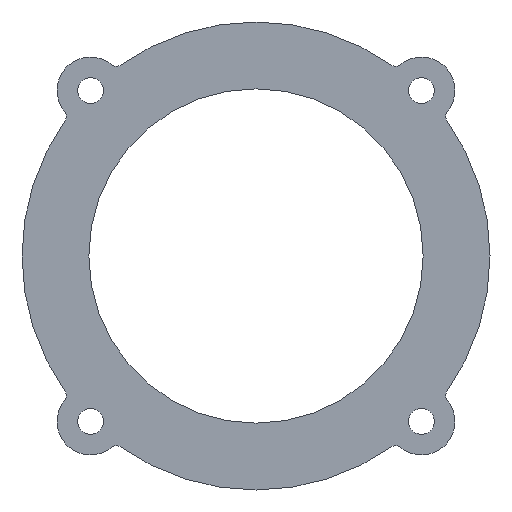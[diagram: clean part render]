
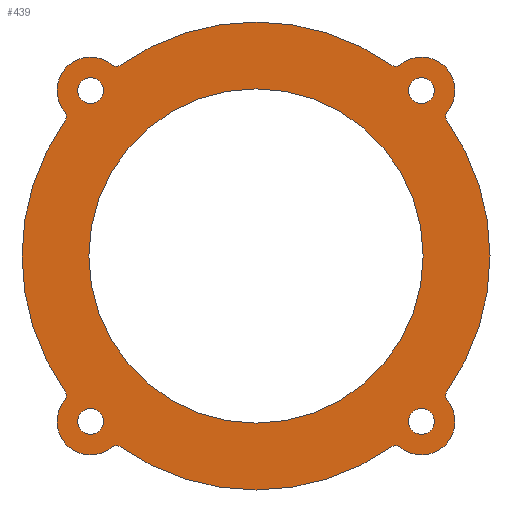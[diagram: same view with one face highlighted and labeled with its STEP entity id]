
A CAD part, front view. The second image highlights one B-rep face of the part: STEP entity #439.
In plain terms, the highlighted planar face has unit normal (0, -1, 0).
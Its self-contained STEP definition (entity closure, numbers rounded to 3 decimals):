
#15=FACE_BOUND('',#71,.T.);
#16=FACE_BOUND('',#72,.T.);
#17=FACE_BOUND('',#73,.T.);
#18=FACE_BOUND('',#74,.T.);
#19=FACE_BOUND('',#75,.T.);
#25=PLANE('',#516);
#47=FACE_OUTER_BOUND('',#70,.T.);
#70=EDGE_LOOP('',(#352,#353,#354,#355,#356,#357,#358,#359,#360,#361,#362,
#363,#364,#365,#366,#367));
#71=EDGE_LOOP('',(#368));
#72=EDGE_LOOP('',(#369));
#73=EDGE_LOOP('',(#370));
#74=EDGE_LOOP('',(#371));
#75=EDGE_LOOP('',(#372));
#125=CIRCLE('',#457,1.55);
#127=CIRCLE('',#460,1.55);
#129=CIRCLE('',#463,1.55);
#131=CIRCLE('',#466,1.55);
#134=CIRCLE('',#470,1.);
#136=CIRCLE('',#473,4.);
#138=CIRCLE('',#476,1.);
#140=CIRCLE('',#479,28.);
#142=CIRCLE('',#482,1.);
#144=CIRCLE('',#485,4.);
#146=CIRCLE('',#488,1.);
#148=CIRCLE('',#491,28.);
#150=CIRCLE('',#494,1.);
#152=CIRCLE('',#497,4.);
#154=CIRCLE('',#500,1.);
#156=CIRCLE('',#503,28.);
#158=CIRCLE('',#506,1.);
#160=CIRCLE('',#509,4.);
#162=CIRCLE('',#512,1.);
#164=CIRCLE('',#515,28.);
#165=CIRCLE('',#517,20.);
#167=VERTEX_POINT('',#676);
#169=VERTEX_POINT('',#682);
#171=VERTEX_POINT('',#688);
#173=VERTEX_POINT('',#694);
#177=VERTEX_POINT('',#703);
#178=VERTEX_POINT('',#705);
#180=VERTEX_POINT('',#711);
#182=VERTEX_POINT('',#717);
#184=VERTEX_POINT('',#723);
#186=VERTEX_POINT('',#729);
#188=VERTEX_POINT('',#735);
#190=VERTEX_POINT('',#741);
#192=VERTEX_POINT('',#747);
#194=VERTEX_POINT('',#753);
#196=VERTEX_POINT('',#759);
#198=VERTEX_POINT('',#765);
#200=VERTEX_POINT('',#771);
#202=VERTEX_POINT('',#777);
#204=VERTEX_POINT('',#783);
#206=VERTEX_POINT('',#789);
#207=VERTEX_POINT('',#796);
#209=EDGE_CURVE('',#167,#167,#125,.F.);
#212=EDGE_CURVE('',#169,#169,#127,.F.);
#215=EDGE_CURVE('',#171,#171,#129,.F.);
#218=EDGE_CURVE('',#173,#173,#131,.F.);
#223=EDGE_CURVE('',#178,#177,#134,.T.);
#226=EDGE_CURVE('',#180,#178,#136,.T.);
#229=EDGE_CURVE('',#182,#180,#138,.T.);
#232=EDGE_CURVE('',#184,#182,#140,.T.);
#235=EDGE_CURVE('',#186,#184,#142,.T.);
#238=EDGE_CURVE('',#188,#186,#144,.T.);
#241=EDGE_CURVE('',#190,#188,#146,.T.);
#244=EDGE_CURVE('',#192,#190,#148,.T.);
#247=EDGE_CURVE('',#194,#192,#150,.T.);
#250=EDGE_CURVE('',#196,#194,#152,.T.);
#253=EDGE_CURVE('',#198,#196,#154,.T.);
#256=EDGE_CURVE('',#200,#198,#156,.T.);
#259=EDGE_CURVE('',#202,#200,#158,.T.);
#262=EDGE_CURVE('',#204,#202,#160,.T.);
#265=EDGE_CURVE('',#206,#204,#162,.T.);
#268=EDGE_CURVE('',#177,#206,#164,.T.);
#269=EDGE_CURVE('',#207,#207,#165,.T.);
#352=ORIENTED_EDGE('',*,*,#268,.T.);
#353=ORIENTED_EDGE('',*,*,#265,.T.);
#354=ORIENTED_EDGE('',*,*,#262,.T.);
#355=ORIENTED_EDGE('',*,*,#259,.T.);
#356=ORIENTED_EDGE('',*,*,#256,.T.);
#357=ORIENTED_EDGE('',*,*,#253,.T.);
#358=ORIENTED_EDGE('',*,*,#250,.T.);
#359=ORIENTED_EDGE('',*,*,#247,.T.);
#360=ORIENTED_EDGE('',*,*,#244,.T.);
#361=ORIENTED_EDGE('',*,*,#241,.T.);
#362=ORIENTED_EDGE('',*,*,#238,.T.);
#363=ORIENTED_EDGE('',*,*,#235,.T.);
#364=ORIENTED_EDGE('',*,*,#232,.T.);
#365=ORIENTED_EDGE('',*,*,#229,.T.);
#366=ORIENTED_EDGE('',*,*,#226,.T.);
#367=ORIENTED_EDGE('',*,*,#223,.T.);
#368=ORIENTED_EDGE('',*,*,#218,.T.);
#369=ORIENTED_EDGE('',*,*,#215,.T.);
#370=ORIENTED_EDGE('',*,*,#212,.T.);
#371=ORIENTED_EDGE('',*,*,#209,.T.);
#372=ORIENTED_EDGE('',*,*,#269,.T.);
#439=ADVANCED_FACE('',(#47,#15,#16,#17,#18,#19),#25,.T.);
#457=AXIS2_PLACEMENT_3D('',#677,#525,#526);
#460=AXIS2_PLACEMENT_3D('',#683,#532,#533);
#463=AXIS2_PLACEMENT_3D('',#689,#539,#540);
#466=AXIS2_PLACEMENT_3D('',#695,#546,#547);
#470=AXIS2_PLACEMENT_3D('',#706,#556,#557);
#473=AXIS2_PLACEMENT_3D('',#712,#563,#564);
#476=AXIS2_PLACEMENT_3D('',#718,#570,#571);
#479=AXIS2_PLACEMENT_3D('',#724,#577,#578);
#482=AXIS2_PLACEMENT_3D('',#730,#584,#585);
#485=AXIS2_PLACEMENT_3D('',#736,#591,#592);
#488=AXIS2_PLACEMENT_3D('',#742,#598,#599);
#491=AXIS2_PLACEMENT_3D('',#748,#605,#606);
#494=AXIS2_PLACEMENT_3D('',#754,#612,#613);
#497=AXIS2_PLACEMENT_3D('',#760,#619,#620);
#500=AXIS2_PLACEMENT_3D('',#766,#626,#627);
#503=AXIS2_PLACEMENT_3D('',#772,#633,#634);
#506=AXIS2_PLACEMENT_3D('',#778,#640,#641);
#509=AXIS2_PLACEMENT_3D('',#784,#647,#648);
#512=AXIS2_PLACEMENT_3D('',#790,#654,#655);
#515=AXIS2_PLACEMENT_3D('',#794,#661,#662);
#516=AXIS2_PLACEMENT_3D('',#795,#663,#664);
#517=AXIS2_PLACEMENT_3D('',#797,#665,#666);
#525=DIRECTION('center_axis',(0.,-1.,0.));
#526=DIRECTION('ref_axis',(1.,0.,0.));
#532=DIRECTION('center_axis',(0.,-1.,0.));
#533=DIRECTION('ref_axis',(0.,0.,-1.));
#539=DIRECTION('center_axis',(0.,-1.,0.));
#540=DIRECTION('ref_axis',(1.,0.,0.));
#546=DIRECTION('center_axis',(0.,-1.,0.));
#547=DIRECTION('ref_axis',(-0.707,0.,-0.707));
#556=DIRECTION('center_axis',(0.,1.,0.));
#557=DIRECTION('ref_axis',(-0.029,0.,1.));
#563=DIRECTION('center_axis',(0.,-1.,0.));
#564=DIRECTION('ref_axis',(-1.,0.,0.));
#570=DIRECTION('center_axis',(0.,1.,0.));
#571=DIRECTION('ref_axis',(1.,0.,-0.029));
#577=DIRECTION('center_axis',(0.,-1.,0.));
#578=DIRECTION('ref_axis',(-1.,0.,0.));
#584=DIRECTION('center_axis',(0.,1.,0.));
#585=DIRECTION('ref_axis',(1.,0.,0.029));
#591=DIRECTION('center_axis',(0.,-1.,0.));
#592=DIRECTION('ref_axis',(-1.,0.,0.));
#598=DIRECTION('center_axis',(0.,1.,0.));
#599=DIRECTION('ref_axis',(-0.029,0.,-1.));
#605=DIRECTION('center_axis',(0.,-1.,0.));
#606=DIRECTION('ref_axis',(-1.,0.,0.));
#612=DIRECTION('center_axis',(0.,1.,0.));
#613=DIRECTION('ref_axis',(0.029,0.,-1.));
#619=DIRECTION('center_axis',(0.,-1.,0.));
#620=DIRECTION('ref_axis',(-1.,0.,0.));
#626=DIRECTION('center_axis',(0.,1.,0.));
#627=DIRECTION('ref_axis',(-1.,0.,0.029));
#633=DIRECTION('center_axis',(0.,-1.,0.));
#634=DIRECTION('ref_axis',(-1.,0.,0.));
#640=DIRECTION('center_axis',(0.,1.,0.));
#641=DIRECTION('ref_axis',(-1.,0.,-0.029));
#647=DIRECTION('center_axis',(0.,-1.,0.));
#648=DIRECTION('ref_axis',(-1.,0.,0.));
#654=DIRECTION('center_axis',(0.,1.,0.));
#655=DIRECTION('ref_axis',(0.029,0.,1.));
#661=DIRECTION('center_axis',(0.,-1.,0.));
#662=DIRECTION('ref_axis',(-1.,0.,0.));
#663=DIRECTION('center_axis',(0.,-1.,0.));
#664=DIRECTION('ref_axis',(1.,0.,0.));
#665=DIRECTION('center_axis',(0.,1.,0.));
#666=DIRECTION('ref_axis',(1.,0.,0.));
#676=CARTESIAN_POINT('',(15.278,-17.762,-94.12));
#677=CARTESIAN_POINT('Origin',(16.828,-17.762,-94.12));
#682=CARTESIAN_POINT('',(56.426,-17.762,-52.972));
#683=CARTESIAN_POINT('Origin',(56.426,-17.762,-54.522));
#688=CARTESIAN_POINT('',(15.278,-17.762,-54.522));
#689=CARTESIAN_POINT('Origin',(16.828,-17.762,-54.522));
#694=CARTESIAN_POINT('',(57.522,-17.762,-93.024));
#695=CARTESIAN_POINT('Origin',(56.426,-17.762,-94.12));
#703=CARTESIAN_POINT('',(20.512,-17.762,-97.219));
#705=CARTESIAN_POINT('',(19.314,-17.762,-97.253));
#706=CARTESIAN_POINT('Origin',(19.936,-17.762,-98.037));
#711=CARTESIAN_POINT('',(13.695,-17.762,-91.633));
#712=CARTESIAN_POINT('Origin',(16.828,-17.762,-94.12));
#717=CARTESIAN_POINT('',(13.729,-17.762,-90.436));
#718=CARTESIAN_POINT('Origin',(12.911,-17.762,-91.012));
#723=CARTESIAN_POINT('',(13.729,-17.762,-58.206));
#724=CARTESIAN_POINT('Origin',(36.627,-17.762,-74.321));
#729=CARTESIAN_POINT('',(13.695,-17.762,-57.009));
#730=CARTESIAN_POINT('Origin',(12.911,-17.762,-57.63));
#735=CARTESIAN_POINT('',(19.314,-17.762,-51.389));
#736=CARTESIAN_POINT('Origin',(16.828,-17.762,-54.522));
#741=CARTESIAN_POINT('',(20.512,-17.762,-51.423));
#742=CARTESIAN_POINT('Origin',(19.936,-17.762,-50.606));
#747=CARTESIAN_POINT('',(52.742,-17.762,-51.423));
#748=CARTESIAN_POINT('Origin',(36.627,-17.762,-74.321));
#753=CARTESIAN_POINT('',(53.939,-17.762,-51.389));
#754=CARTESIAN_POINT('Origin',(53.317,-17.762,-50.606));
#759=CARTESIAN_POINT('',(59.559,-17.762,-57.009));
#760=CARTESIAN_POINT('Origin',(56.426,-17.762,-54.522));
#765=CARTESIAN_POINT('',(59.524,-17.762,-58.206));
#766=CARTESIAN_POINT('Origin',(60.342,-17.762,-57.63));
#771=CARTESIAN_POINT('',(59.524,-17.762,-90.436));
#772=CARTESIAN_POINT('Origin',(36.627,-17.762,-74.321));
#777=CARTESIAN_POINT('',(59.559,-17.762,-91.633));
#778=CARTESIAN_POINT('Origin',(60.342,-17.762,-91.012));
#783=CARTESIAN_POINT('',(53.939,-17.762,-97.253));
#784=CARTESIAN_POINT('Origin',(56.426,-17.762,-94.12));
#789=CARTESIAN_POINT('',(52.742,-17.762,-97.219));
#790=CARTESIAN_POINT('Origin',(53.317,-17.762,-98.037));
#794=CARTESIAN_POINT('Origin',(36.627,-17.762,-74.321));
#795=CARTESIAN_POINT('Origin',(36.627,-17.762,-74.321));
#796=CARTESIAN_POINT('',(16.627,-17.762,-74.321));
#797=CARTESIAN_POINT('Origin',(36.627,-17.762,-74.321));
